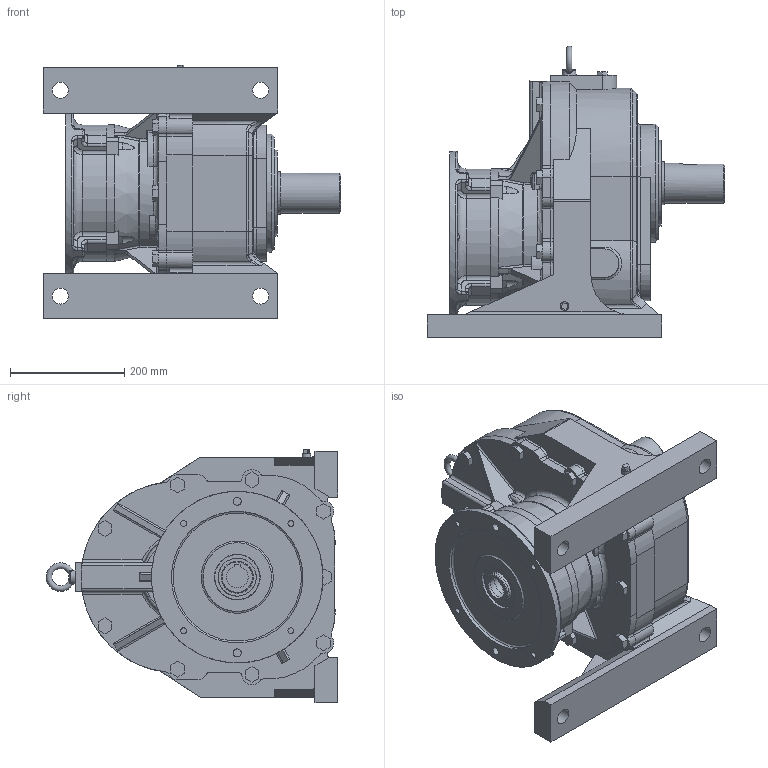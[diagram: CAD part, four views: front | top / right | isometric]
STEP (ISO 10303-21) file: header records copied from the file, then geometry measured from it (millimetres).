
FILE_DESCRIPTION (( 'STEP AP214' ), '1' );
FILE_NAME ('EK2DO08379H001_F1HM27_5.5KW_R60~100_defeature.stp', '2022-06-08T01:07:59', ( 'Windows 餌辨濠' ), ( '' ), 'SwSTEP 2.0', 'SolidWorks 2021', '' );
FILE_SCHEMA (( 'AUTOMOTIVE_DESIGN' ));
Length unit declared in the file: millimetre
Products named in the file (1): EK2DO08379H001_F1HM27_5.5KW_R60~100_defeature
Bounding box: 520 x 509.96 x 444 mm (x, y, z)
Volume: 34156479.5 mm3; surface area: 1079993 mm2
Topology: 1 solids, 2 shells, 720 faces, 1820 edges, 1119 vertices
Faces by surface type: plane 286, cylinder 256, bspline 91, torus 53, cone 29, sphere 5
Full cylindrical faces by diameter (mm): 4 x1, 10.2 x4, 14 x2, 28 x4, 48 x1, 55 x3, 66.41 x2, 70 x1, 75 x2, 78.59 x2, 80 x2, 150 x1, 206 x1, 230 x1, 300 x1
Entity records: 29673 total; most frequent: CARTESIAN_POINT 11670, ORIENTED_EDGE 3494, DIRECTION 3196, EDGE_CURVE 1747, AXIS2_PLACEMENT_3D 1181, VERTEX_POINT 1102, VECTOR 834, LINE 834
